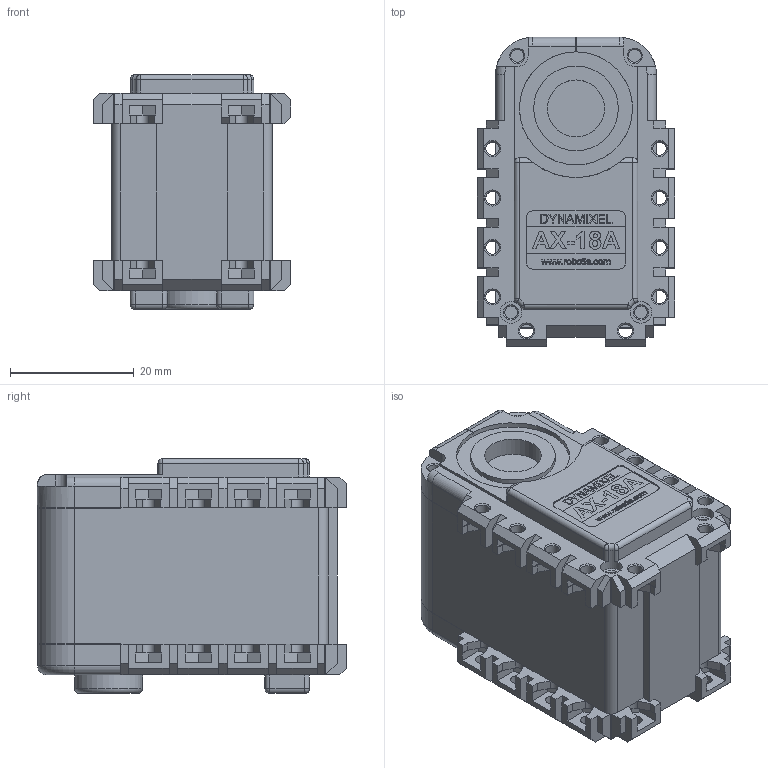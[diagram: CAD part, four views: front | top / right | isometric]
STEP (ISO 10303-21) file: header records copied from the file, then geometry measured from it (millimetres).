
FILE_DESCRIPTION(/* description */ ('STEP AP214'),/* implementation_level */ '2;1');
FILE_NAME(/* name */ '61fa9e66de1f9b6a4c35e5f9',/* time_stamp */ '2022-02-02T15:08:24+00:00',/* author */ (''),/* organization */ (''),/* preprocessor_version */ 'ST-DEVELOPER v18.101',/* originating_system */ ' ',/* authorisation */ ' ');
FILE_SCHEMA (('AUTOMOTIVE_DESIGN {1 0 10303 214 3 1 1}'));
Length unit declared in the file: metre
Products named in the file (1): AX_12W
Bounding box: 32 x 50 x 38 mm (x, y, z)
Volume: 40616.6 mm3; surface area: 10566.3 mm2
Topology: 1 solids, 1 shells, 738 faces, 2353 edges, 1679 vertices
Faces by surface type: plane 565, cylinder 120, cone 30, sphere 14, torus 9
Full cylindrical faces by diameter (mm): 1.7 x6, 2.07 x4, 2.2 x20, 3.5 x2, 4.3 x1, 8 x1, 9.2 x1, 11 x1, 13.7 x1, 18.3 x1
Entity records: 27585 total; most frequent: CARTESIAN_POINT 6601, ORIENTED_EDGE 4486, DIRECTION 3903, EDGE_CURVE 2243, LINE 1749, VECTOR 1749, VERTEX_POINT 1650, AXIS2_PLACEMENT_3D 1077
